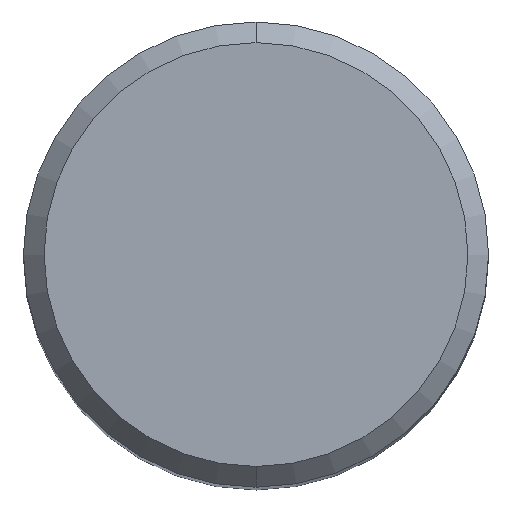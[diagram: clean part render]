
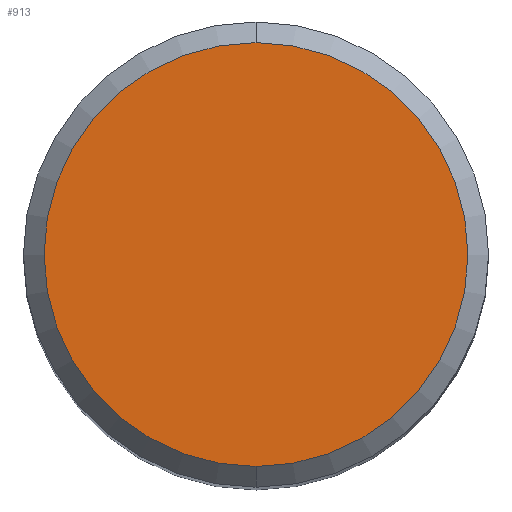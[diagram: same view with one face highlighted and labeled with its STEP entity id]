
A CAD part, top view. The second image highlights one B-rep face of the part: STEP entity #913.
In plain terms, the highlighted planar face has unit normal (0, 0, 1).
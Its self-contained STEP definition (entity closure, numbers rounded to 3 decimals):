
#355=EDGE_CURVE('',#761,#781,#994,.T.);
#443=EDGE_CURVE('',#781,#761,#1091,.T.);
#761=VERTEX_POINT('',#1432);
#781=VERTEX_POINT('',#1452);
#913=ADVANCED_FACE('',(#1601),#1602,.T.);
#994=CIRCLE('',#3206,8.2);
#1091=CIRCLE('',#6567,8.2);
#1432=CARTESIAN_POINT('',(0.0,8.2,0.0));
#1452=CARTESIAN_POINT('',(0.,-8.2,0.0));
#1601=FACE_OUTER_BOUND('',#10512,.T.);
#1602=PLANE('',#10513);
#3206=AXIS2_PLACEMENT_3D('',#10814,#10815,#10816);
#6567=AXIS2_PLACEMENT_3D('',#10916,#10917,#10918);
#10512=EDGE_LOOP('',(#11416,#11417));
#10513=AXIS2_PLACEMENT_3D('',#11418,#11419,#11420);
#10814=CARTESIAN_POINT('',(0.0,0.0,0.0));
#10815=DIRECTION('',(0.0,0.0,-1.0));
#10816=DIRECTION('',(0.0,1.0,0.0));
#10916=CARTESIAN_POINT('',(0.0,0.0,0.0));
#10917=DIRECTION('',(0.0,0.0,-1.0));
#10918=DIRECTION('',(0.0,1.0,0.0));
#11416=ORIENTED_EDGE('',*,*,#355,.F.);
#11417=ORIENTED_EDGE('',*,*,#443,.F.);
#11418=CARTESIAN_POINT('',(0.0,4.1,0.0));
#11419=DIRECTION('',(-0.0,0.0,1.0));
#11420=DIRECTION('',(0.0,-1.0,0.0));
